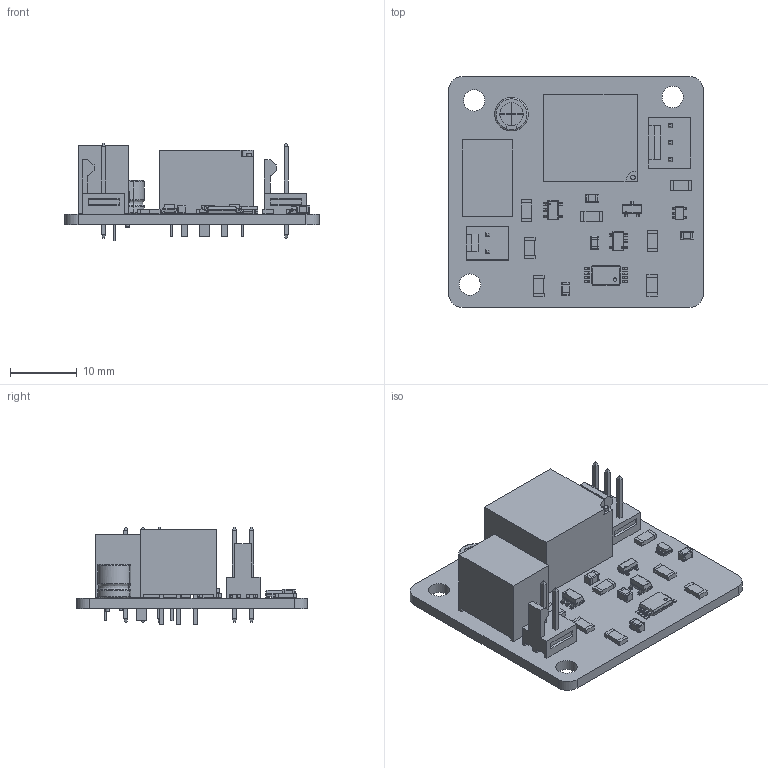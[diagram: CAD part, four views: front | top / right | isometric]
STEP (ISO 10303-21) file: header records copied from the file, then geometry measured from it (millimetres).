
FILE_DESCRIPTION(('KiCad electronic assembly'),'2;1');
FILE_NAME('Discharge Controller.step','2024-07-03T11:03:08',('Pcbnew'),( 'Kicad'),'Open CASCADE STEP processor 7.7','KiCad to STEP converter' ,'Unknown');
FILE_SCHEMA(('AUTOMOTIVE_DESIGN { 1 0 10303 214 1 1 1 1 }'));
Length unit declared in the file: millimetre
Products named in the file (24): Discharge Controller 1; RK73H2BLTDD2152F; ASSEMBLY; CP1-12V; 0805Y1000104JXT; TSSOP-8_4.4x3mm_P0.65mm; TSSOP_8_44x3mm_P065mm; TS391ILT; SI2343CDS-T1-GE3; 22-11-2032; 22-11-2032_1; 22-11-2022; 22-11-2022_1; TSR_0.5-2450; tsr05; SOT-353_SC-70-5; SOT_353_SC_70_5; CP_Radial_D5.0mm_P2.00mm; CP_Radial_D50mm_P200mm; _autosave-Discharge Controller_PCB
Assembly tree (33 placements, depth 3):
  Discharge Controller 1
    RK73H2BLTDD2152F  x7
      ASSEMBLY
    CP1-12V
      CP1-12V
    0805Y1000104JXT  x4
      ASSEMBLY
    TSSOP-8_4.4x3mm_P0.65mm
      TSSOP_8_44x3mm_P065mm
    TS391ILT  x2
      ASSEMBLY
    SI2343CDS-T1-GE3
      ASSEMBLY
    22-11-2032
      22-11-2032_1
    22-11-2022
      22-11-2022_1
    TSR_0.5-2450
      tsr05
    SOT-353_SC-70-5
      SOT_353_SC_70_5
    CP_Radial_D5.0mm_P2.00mm
      CP_Radial_D50mm_P200mm
    _autosave-Discharge Controller_PCB
Bounding box: 38.1 x 34.54 x 14.63 mm (x, y, z)
Volume: 5055.1 mm3; surface area: 5540.8 mm2
Topology: 62 solids, 63 shells, 1114 faces, 2624 edges, 1639 vertices
Faces by surface type: plane 768, cylinder 240, bspline 67, sphere 32, revolution 5, torus 2
Full cylindrical faces by diameter (mm): 0.163 x1, 0.203 x2, 0.5 x3, 0.8 x2, 0.94 x3, 1.02 x2, 1.07 x3, 1.4 x2, 2.33 x3, 3.2 x3
Entity records: 26048 total; most frequent: CARTESIAN_POINT 4822, ORIENTED_EDGE 3732, DIRECTION 3605, EDGE_CURVE 1866, LINE 1464, VECTOR 1464, VERTEX_POINT 1171, AXIS2_PLACEMENT_3D 1068
